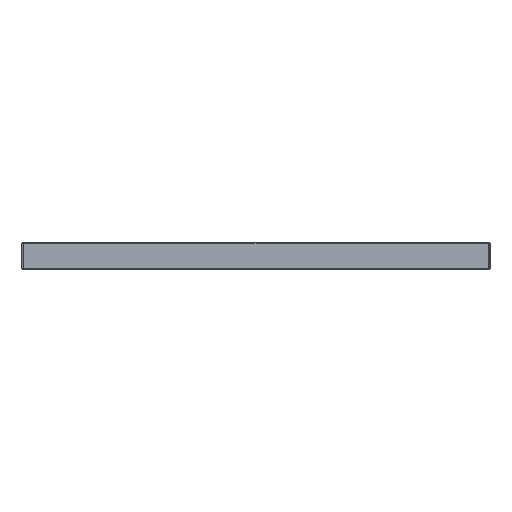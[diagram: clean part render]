
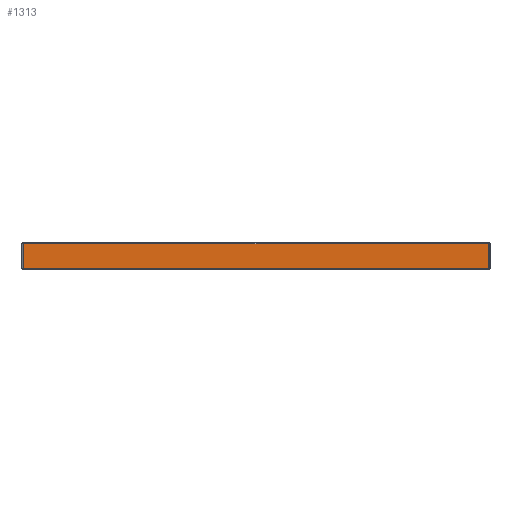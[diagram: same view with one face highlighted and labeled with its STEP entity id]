
A CAD part, left-side view. The second image highlights one B-rep face of the part: STEP entity #1313.
In plain terms, the highlighted planar face has unit normal (-1, 0, 0).
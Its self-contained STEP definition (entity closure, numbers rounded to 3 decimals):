
#379=PLANE('',#6019);
#478=LINE('',#59750,#724);
#479=LINE('',#59753,#725);
#480=LINE('',#59755,#726);
#724=VECTOR('',#6650,1.);
#725=VECTOR('',#6651,1.);
#726=VECTOR('',#6652,1.);
#1313=ADVANCED_FACE('',(#1778),#379,.T.);
#1778=FACE_OUTER_BOUND('',#2144,.T.);
#2144=EDGE_LOOP('',(#2716,#2717,#2718,#2719,#2720));
#2716=ORIENTED_EDGE('',*,*,#4949,.T.);
#2717=ORIENTED_EDGE('',*,*,#4950,.T.);
#2718=ORIENTED_EDGE('',*,*,#4951,.T.);
#2719=ORIENTED_EDGE('',*,*,#4952,.T.);
#2720=ORIENTED_EDGE('',*,*,#4953,.T.);
#4407=VERTEX_POINT('',#59751);
#4408=VERTEX_POINT('',#59752);
#4409=VERTEX_POINT('',#59754);
#4410=VERTEX_POINT('',#59756);
#4411=VERTEX_POINT('',#59773);
#4949=EDGE_CURVE('',#4407,#4408,#478,.T.);
#4950=EDGE_CURVE('',#4408,#4409,#479,.T.);
#4951=EDGE_CURVE('',#4409,#4410,#480,.T.);
#4952=EDGE_CURVE('',#4410,#4411,#5761,.T.);
#4953=EDGE_CURVE('',#4411,#4407,#5762,.T.);
#5761=B_SPLINE_CURVE_WITH_KNOTS('',3,(#59757,#59758,#59759,#59760,#59761,
#59762,#59763,#59764,#59765,#59766,#59767,#59768,#59769,#59770,#59771,#59772),
 .UNSPECIFIED.,.F.,.F.,(4,3,3,3,3,4),(0.,0.018,0.088,
0.369,0.93,1.),.UNSPECIFIED.);
#5762=B_SPLINE_CURVE_WITH_KNOTS('',3,(#59774,#59775,#59776,#59777,#59778,
#59779,#59780,#59781,#59782,#59783,#59784,#59785,#59786,#59787,#59788,#59789,
#59790,#59791,#59792,#59793,#59794,#59795),.UNSPECIFIED.,.F.,.F.,(4,3,3,
3,3,3,3,4),(0.,0.009,0.043,0.181,
0.732,0.912,0.982,1.),.UNSPECIFIED.);
#6019=AXIS2_PLACEMENT_3D('',#59796,#6653,#6654);
#6650=DIRECTION('',(0.,0.,-1.));
#6651=DIRECTION('',(0.,-1.,0.));
#6652=DIRECTION('',(0.,0.,1.));
#6653=DIRECTION('',(-1.,0.,0.));
#6654=DIRECTION('',(0.,0.,1.));
#59750=CARTESIAN_POINT('',(-450.,348.5,39.));
#59751=CARTESIAN_POINT('',(-450.,348.5,38.477));
#59752=CARTESIAN_POINT('',(-450.,348.5,1.));
#59753=CARTESIAN_POINT('',(-450.,-350.,1.));
#59754=CARTESIAN_POINT('',(-450.,-348.5,1.));
#59755=CARTESIAN_POINT('',(-450.,-348.5,39.));
#59756=CARTESIAN_POINT('',(-450.,-348.5,38.477));
#59757=CARTESIAN_POINT('',(-450.,-348.5,38.477));
#59758=CARTESIAN_POINT('',(-450.,-346.461,38.453));
#59759=CARTESIAN_POINT('',(-450.,-344.421,38.462));
#59760=CARTESIAN_POINT('',(-450.,-342.382,38.462));
#59761=CARTESIAN_POINT('',(-450.,-334.225,38.462));
#59762=CARTESIAN_POINT('',(-450.,-326.069,38.462));
#59763=CARTESIAN_POINT('',(-450.,-317.912,38.462));
#59764=CARTESIAN_POINT('',(-450.,-285.285,38.462));
#59765=CARTESIAN_POINT('',(-450.,-252.657,38.462));
#59766=CARTESIAN_POINT('',(-450.,-220.03,38.462));
#59767=CARTESIAN_POINT('',(-450.,-154.776,38.462));
#59768=CARTESIAN_POINT('',(-450.,-89.522,38.462));
#59769=CARTESIAN_POINT('',(-450.,-24.267,38.462));
#59770=CARTESIAN_POINT('',(-450.,-16.178,38.462));
#59771=CARTESIAN_POINT('',(-450.,-8.089,38.462));
#59772=CARTESIAN_POINT('',(-450.,0.,38.462));
#59773=CARTESIAN_POINT('',(-450.,0.,38.462));
#59774=CARTESIAN_POINT('',(-450.,0.,38.462));
#59775=CARTESIAN_POINT('',(-450.,1.,38.462));
#59776=CARTESIAN_POINT('',(-450.,2.,38.462));
#59777=CARTESIAN_POINT('',(-450.,3.,38.462));
#59778=CARTESIAN_POINT('',(-450.,7.,38.462));
#59779=CARTESIAN_POINT('',(-450.,11.,38.462));
#59780=CARTESIAN_POINT('',(-450.,15.,38.462));
#59781=CARTESIAN_POINT('',(-450.,31.,38.462));
#59782=CARTESIAN_POINT('',(-450.,47.,38.462));
#59783=CARTESIAN_POINT('',(-450.,63.,38.462));
#59784=CARTESIAN_POINT('',(-450.,127.,38.462));
#59785=CARTESIAN_POINT('',(-450.,191.,38.462));
#59786=CARTESIAN_POINT('',(-450.,255.,38.462));
#59787=CARTESIAN_POINT('',(-450.,275.971,38.462));
#59788=CARTESIAN_POINT('',(-450.,296.941,38.462));
#59789=CARTESIAN_POINT('',(-450.,317.912,38.462));
#59790=CARTESIAN_POINT('',(-450.,326.069,38.462));
#59791=CARTESIAN_POINT('',(-450.,334.225,38.462));
#59792=CARTESIAN_POINT('',(-450.,342.382,38.462));
#59793=CARTESIAN_POINT('',(-450.,344.421,38.462));
#59794=CARTESIAN_POINT('',(-450.,346.461,38.453));
#59795=CARTESIAN_POINT('',(-450.,348.5,38.477));
#59796=CARTESIAN_POINT('',(-450.,-350.,39.));
